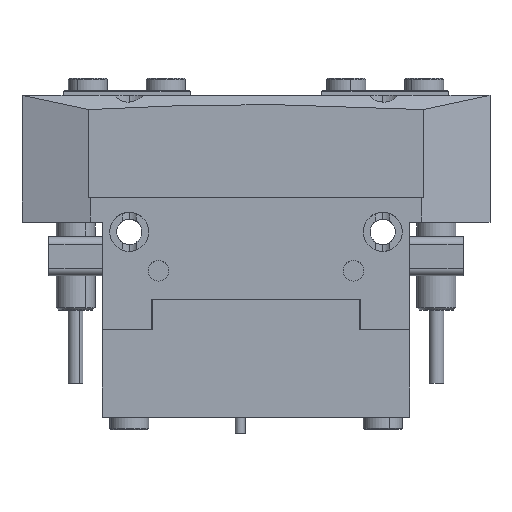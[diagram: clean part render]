
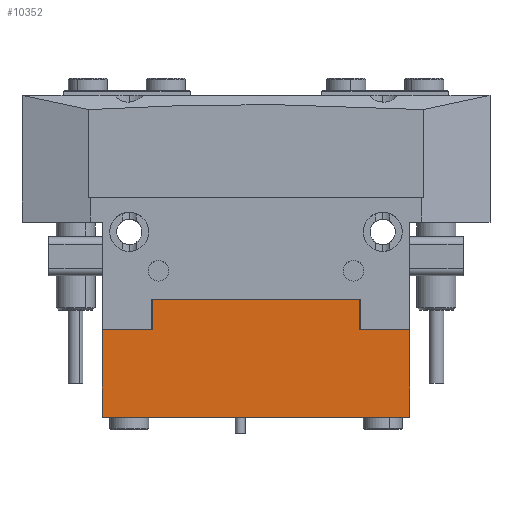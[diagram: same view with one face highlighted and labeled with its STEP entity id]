
A CAD part, top view. The second image highlights one B-rep face of the part: STEP entity #10352.
In plain terms, the highlighted planar face has unit normal (0, 0, 1).
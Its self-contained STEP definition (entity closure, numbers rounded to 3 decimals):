
#2373 = CARTESIAN_POINT ( 'NONE',  ( 31.5, 17.9, 21. ) ) ;
#2379 = VECTOR ( 'NONE', #25567, 1000. ) ;
#2704 = DIRECTION ( 'NONE',  ( 1., 0., 0. ) ) ;
#3204 = ORIENTED_EDGE ( 'NONE', *, *, #8802, .F. ) ;
#3361 = LINE ( 'NONE', #31688, #14639 ) ;
#3608 = CARTESIAN_POINT ( 'NONE',  ( -31.5, 17.9, 21. ) ) ;
#3859 = EDGE_CURVE ( 'NONE', #30375, #31753, #3361, .T. ) ;
#4438 = CARTESIAN_POINT ( 'NONE',  ( -21.2, 17.9, 21. ) ) ;
#4594 = DIRECTION ( 'NONE',  ( -1., 0., 0. ) ) ;
#7002 = DIRECTION ( 'NONE',  ( 0., 1., 0. ) ) ;
#7211 = VERTEX_POINT ( 'NONE', #18641 ) ;
#7876 = CARTESIAN_POINT ( 'NONE',  ( -31.5, 0., 21. ) ) ;
#8802 = EDGE_CURVE ( 'NONE', #30375, #17524, #23057, .T. ) ;
#9270 = VERTEX_POINT ( 'NONE', #3608 ) ;
#10083 = ORIENTED_EDGE ( 'NONE', *, *, #30512, .F. ) ;
#10106 = DIRECTION ( 'NONE',  ( 0., -1., 0. ) ) ;
#10352 = ADVANCED_FACE ( 'NONE', ( #38459 ), #36580, .F. ) ;
#11309 = DIRECTION ( 'NONE',  ( 0., 1., 0. ) ) ;
#11316 = VECTOR ( 'NONE', #13492, 1000. ) ;
#12258 = VECTOR ( 'NONE', #10106, 1000. ) ;
#12286 = EDGE_CURVE ( 'NONE', #16998, #7211, #34433, .T. ) ;
#12447 = CARTESIAN_POINT ( 'NONE',  ( -31.5, 0., 21. ) ) ;
#13169 = CARTESIAN_POINT ( 'NONE',  ( 21.2, 17.9, 21. ) ) ;
#13255 = CARTESIAN_POINT ( 'NONE',  ( -31.5, 17.9, 21. ) ) ;
#13492 = DIRECTION ( 'NONE',  ( 1., 0., 0. ) ) ;
#14327 = CARTESIAN_POINT ( 'NONE',  ( 21.2, 17.9, 21. ) ) ;
#14639 = VECTOR ( 'NONE', #4594, 1000. ) ;
#15248 = ORIENTED_EDGE ( 'NONE', *, *, #12286, .F. ) ;
#15261 = CARTESIAN_POINT ( 'NONE',  ( -31.5, 24.2, 21. ) ) ;
#16998 = VERTEX_POINT ( 'NONE', #34661 ) ;
#17524 = VERTEX_POINT ( 'NONE', #38524 ) ;
#18478 = VECTOR ( 'NONE', #2704, 1000. ) ;
#18604 = DIRECTION ( 'NONE',  ( 0., 0., -1. ) ) ;
#18641 = CARTESIAN_POINT ( 'NONE',  ( 21.2, 24.2, 21. ) ) ;
#18762 = ORIENTED_EDGE ( 'NONE', *, *, #3859, .T. ) ;
#19606 = LINE ( 'NONE', #7876, #30486 ) ;
#19619 = VECTOR ( 'NONE', #7002, 1000. ) ;
#20123 = VERTEX_POINT ( 'NONE', #12447 ) ;
#23057 = LINE ( 'NONE', #25087, #12258 ) ;
#23147 = EDGE_CURVE ( 'NONE', #20123, #17524, #19606, .T. ) ;
#23267 = AXIS2_PLACEMENT_3D ( 'NONE', #30061, #18604, #24156 ) ;
#24156 = DIRECTION ( 'NONE',  ( -1., 0., 0. ) ) ;
#24179 = EDGE_CURVE ( 'NONE', #9270, #26847, #37618, .T. ) ;
#24925 = ORIENTED_EDGE ( 'NONE', *, *, #33604, .T. ) ;
#25087 = CARTESIAN_POINT ( 'NONE',  ( 31.5, 24.2, 21. ) ) ;
#25567 = DIRECTION ( 'NONE',  ( 0., -1., 0. ) ) ;
#25734 = DIRECTION ( 'NONE',  ( 1., 0., 0. ) ) ;
#26847 = VERTEX_POINT ( 'NONE', #4438 ) ;
#27691 = ORIENTED_EDGE ( 'NONE', *, *, #23147, .T. ) ;
#28919 = ORIENTED_EDGE ( 'NONE', *, *, #36056, .T. ) ;
#30061 = CARTESIAN_POINT ( 'NONE',  ( -31.5, 24.2, 21. ) ) ;
#30375 = VERTEX_POINT ( 'NONE', #2373 ) ;
#30486 = VECTOR ( 'NONE', #25734, 1000. ) ;
#30497 = LINE ( 'NONE', #13169, #19619 ) ;
#30512 = EDGE_CURVE ( 'NONE', #26847, #16998, #31126, .T. ) ;
#31126 = LINE ( 'NONE', #38111, #36726 ) ;
#31681 = EDGE_LOOP ( 'NONE', ( #28919, #15248, #10083, #31696, #24925, #27691, #3204, #18762 ) ) ;
#31688 = CARTESIAN_POINT ( 'NONE',  ( 31.5, 17.9, 21. ) ) ;
#31696 = ORIENTED_EDGE ( 'NONE', *, *, #24179, .F. ) ;
#31753 = VERTEX_POINT ( 'NONE', #14327 ) ;
#32160 = CARTESIAN_POINT ( 'NONE',  ( -31.5, 24.2, 21. ) ) ;
#33604 = EDGE_CURVE ( 'NONE', #9270, #20123, #37616, .T. ) ;
#34433 = LINE ( 'NONE', #15261, #18478 ) ;
#34661 = CARTESIAN_POINT ( 'NONE',  ( -21.2, 24.2, 21. ) ) ;
#36056 = EDGE_CURVE ( 'NONE', #31753, #7211, #30497, .T. ) ;
#36580 = PLANE ( 'NONE',  #23267 ) ;
#36726 = VECTOR ( 'NONE', #11309, 1000. ) ;
#37616 = LINE ( 'NONE', #32160, #2379 ) ;
#37618 = LINE ( 'NONE', #13255, #11316 ) ;
#38111 = CARTESIAN_POINT ( 'NONE',  ( -21.2, 17.9, 21. ) ) ;
#38459 = FACE_OUTER_BOUND ( 'NONE', #31681, .T. ) ;
#38524 = CARTESIAN_POINT ( 'NONE',  ( 31.5, 0., 21. ) ) ;
